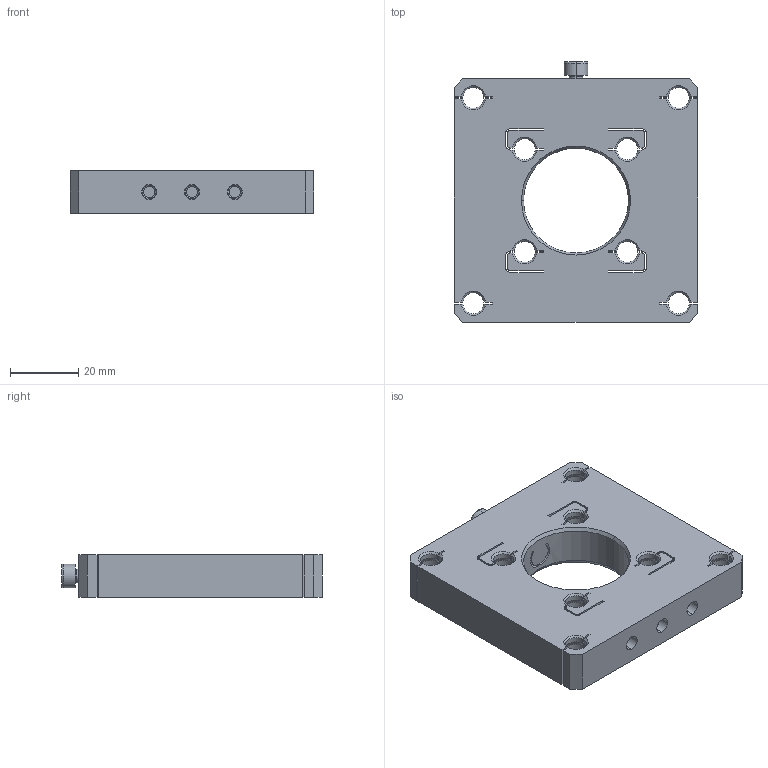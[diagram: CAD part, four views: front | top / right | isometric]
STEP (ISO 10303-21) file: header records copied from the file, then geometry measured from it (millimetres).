
FILE_DESCRIPTION (( 'STEP AP214' ), '1' );
FILE_NAME ('THR-120-020-010_00.STEP', '2025-01-15T19:47:34', ( '' ), ( '' ), 'SwSTEP 2.0', 'SolidWorks 2022', '' );
FILE_SCHEMA (( 'AUTOMOTIVE_DESIGN' ));
Length unit declared in the file: millimetre
Products named in the file (4): socket head cap screw_din_DIN 912 M4 x 20 --- 20N; THR-120-020-110_00; hex nut style 1 gradeab_din_Hexagon Nut ISO 4032 - M4 - D - N; THR-120-020-010_00
Assembly tree (5 placements, depth 2):
  THR-120-020-010_00
    THR-120-020-110_00
    socket head cap screw_din_DIN 912 M4 x 20 --- 20N
    hex nut style 1 gradeab_din_Hexagon Nut ISO 4032 - M4 - D - N  x3
Bounding box: 71.1 x 76.1 x 12.5 mm (x, y, z)
Volume: 48713.2 mm3; surface area: 19221.1 mm2
Topology: 5 solids, 5 shells, 375 faces, 994 edges, 633 vertices
Faces by surface type: plane 150, cone 126, cylinder 95, torus 4
Entity records: 10548 total; most frequent: CARTESIAN_POINT 2361, ORIENTED_EDGE 1744, DIRECTION 1612, EDGE_CURVE 872, AXIS2_PLACEMENT_3D 570, VERTEX_POINT 565, LINE 472, VECTOR 472
